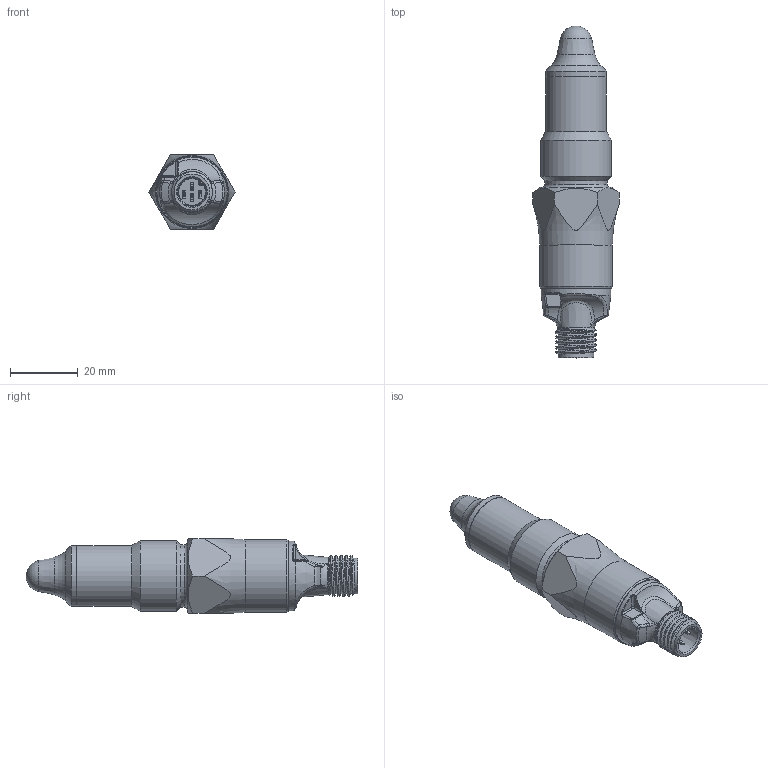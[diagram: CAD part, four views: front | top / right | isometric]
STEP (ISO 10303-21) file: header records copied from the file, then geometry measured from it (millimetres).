
FILE_DESCRIPTION( ( 'Unknown' ), '1' );
FILE_NAME( 'LBFH-11.010.A03020.1.0003.0.stp', 'Unknown', ( 'Unknown' ), ( 'Unknown' ), 'PSStep 15.0.49', 'Unknown', ' ' );
FILE_SCHEMA( ( 'AUTOMOTIVE_DESIGN { 1 0 10303 214 1 1 1 1 }' ) );
Length unit declared in the file: millimetre
Products named in the file (1): 11167747 03
Bounding box: 25.4 x 98.05 x 22 mm (x, y, z)
Volume: 9636.6 mm3; surface area: 12132.1 mm2
Topology: 1 solids, 2 shells, 573 faces, 1527 edges, 962 vertices
Faces by surface type: plane 230, cylinder 192, bspline 45, cone 39, torus 38, sphere 29
Full cylindrical faces by diameter (mm): 1.5 x2, 1.9 x1, 8 x1, 8.3 x1, 8.807 x1, 10.6 x5, 12.6 x1, 12.917 x1, 15 x1, 16.5 x1, 16.6 x1, 18 x2, 18.4 x1, 19 x2, 19.45 x1, 19.5 x1, 19.6 x1, 20 x1, 20.5 x1, 20.6 x1, 20.955 x1, 21.5 x1
Entity records: 30733 total; most frequent: CARTESIAN_POINT 12901, ORIENTED_EDGE 2826, DIRECTION 2641, EDGE_CURVE 1413, AXIS2_PLACEMENT_3D 1009, VERTEX_POINT 923, EDGE_LOOP 656, LINE 623
